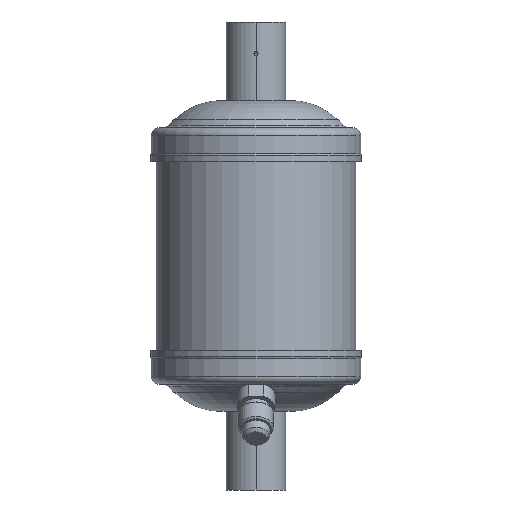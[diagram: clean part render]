
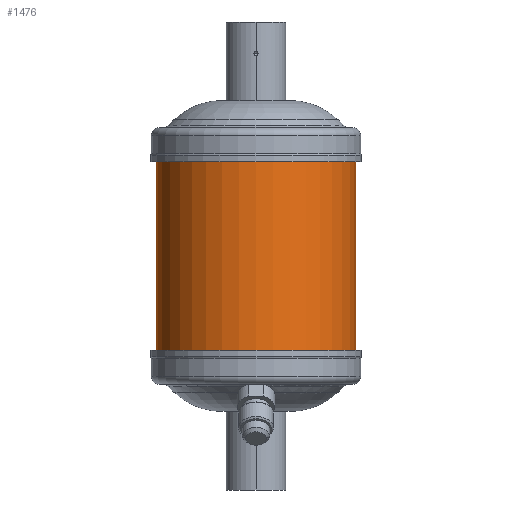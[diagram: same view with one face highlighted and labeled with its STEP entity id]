
A CAD part, front view. The second image highlights one B-rep face of the part: STEP entity #1476.
In plain terms, the highlighted cylindrical face has radius 31.75 mm (diameter 63.5 mm), a partial arc.
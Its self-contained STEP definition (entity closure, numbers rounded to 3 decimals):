
#31 = EDGE_CURVE ( 'NONE', #2777, #970, #2955, .T. ) ;
#78 = CARTESIAN_POINT ( 'NONE',  ( 31.75, 0., -30. ) ) ;
#238 = CARTESIAN_POINT ( 'NONE',  ( 0., 0., 38.5 ) ) ;
#308 = ORIENTED_EDGE ( 'NONE', *, *, #2544, .F. ) ;
#310 = DIRECTION ( 'NONE',  ( 0., 0., -1. ) ) ;
#314 = CIRCLE ( 'NONE', #2837, 31.75 ) ;
#455 = CARTESIAN_POINT ( 'NONE',  ( 31.75, 0., 38.5 ) ) ;
#610 = ORIENTED_EDGE ( 'NONE', *, *, #31, .F. ) ;
#654 = AXIS2_PLACEMENT_3D ( 'NONE', #724, #1003, #2103 ) ;
#674 = DIRECTION ( 'NONE',  ( -1., 0., 0. ) ) ;
#714 = DIRECTION ( 'NONE',  ( 0., 0., -1. ) ) ;
#724 = CARTESIAN_POINT ( 'NONE',  ( 0., 0., 30. ) ) ;
#772 = EDGE_LOOP ( 'NONE', ( #610, #1415, #1049, #308 ) ) ;
#970 = VERTEX_POINT ( 'NONE', #78 ) ;
#999 = VECTOR ( 'NONE', #310, 1000. ) ;
#1003 = DIRECTION ( 'NONE',  ( 0., 0., 1. ) ) ;
#1049 = ORIENTED_EDGE ( 'NONE', *, *, #1378, .T. ) ;
#1323 = VECTOR ( 'NONE', #1622, 1000. ) ;
#1337 = CYLINDRICAL_SURFACE ( 'NONE', #2574, 31.75 ) ;
#1378 = EDGE_CURVE ( 'NONE', #1454, #2012, #2588, .T. ) ;
#1415 = ORIENTED_EDGE ( 'NONE', *, *, #2655, .F. ) ;
#1427 = CARTESIAN_POINT ( 'NONE',  ( -31.75, 0., 38.5 ) ) ;
#1454 = VERTEX_POINT ( 'NONE', #2384 ) ;
#1476 = ADVANCED_FACE ( 'NONE', ( #1544 ), #1337, .T. ) ;
#1544 = FACE_OUTER_BOUND ( 'NONE', #772, .T. ) ;
#1600 = DIRECTION ( 'NONE',  ( -1., 0., 0. ) ) ;
#1622 = DIRECTION ( 'NONE',  ( 0., 0., -1. ) ) ;
#1777 = CARTESIAN_POINT ( 'NONE',  ( 0., 0., -30. ) ) ;
#2012 = VERTEX_POINT ( 'NONE', #2054 ) ;
#2054 = CARTESIAN_POINT ( 'NONE',  ( -31.75, 0., -30. ) ) ;
#2103 = DIRECTION ( 'NONE',  ( 1., 0., 0. ) ) ;
#2118 = CIRCLE ( 'NONE', #654, 31.75 ) ;
#2384 = CARTESIAN_POINT ( 'NONE',  ( -31.75, 0., 30. ) ) ;
#2544 = EDGE_CURVE ( 'NONE', #970, #2012, #314, .T. ) ;
#2574 = AXIS2_PLACEMENT_3D ( 'NONE', #238, #2739, #674 ) ;
#2588 = LINE ( 'NONE', #1427, #999 ) ;
#2609 = CARTESIAN_POINT ( 'NONE',  ( 31.75, 0., 30. ) ) ;
#2655 = EDGE_CURVE ( 'NONE', #1454, #2777, #2118, .T. ) ;
#2739 = DIRECTION ( 'NONE',  ( 0., 0., -1. ) ) ;
#2777 = VERTEX_POINT ( 'NONE', #2609 ) ;
#2837 = AXIS2_PLACEMENT_3D ( 'NONE', #1777, #714, #1600 ) ;
#2955 = LINE ( 'NONE', #455, #1323 ) ;
